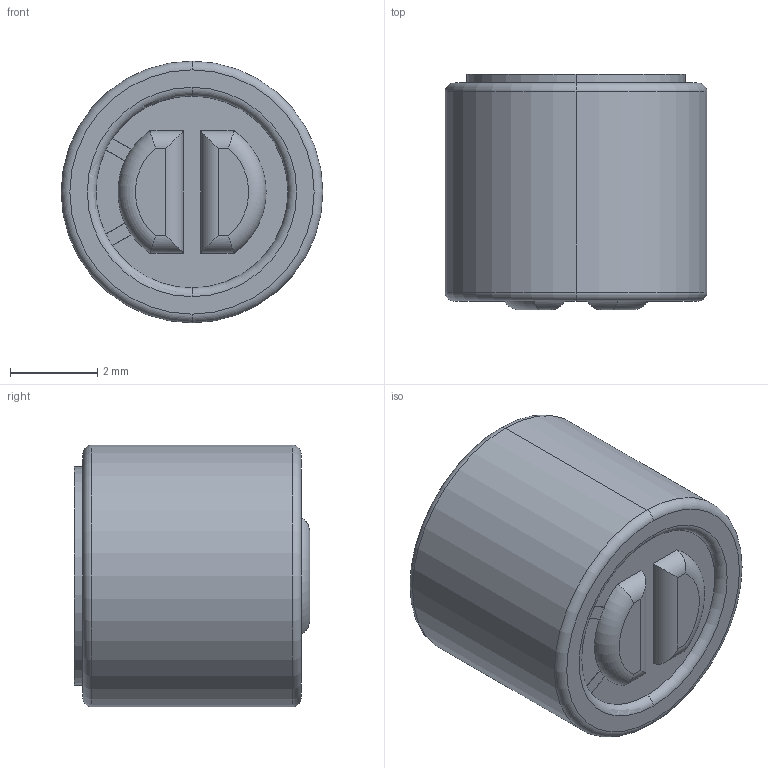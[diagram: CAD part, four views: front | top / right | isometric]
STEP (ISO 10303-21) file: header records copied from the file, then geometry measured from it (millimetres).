
FILE_DESCRIPTION(('STEP AP242'),'1');
FILE_NAME('cmc-5044tf-a.stp','2018-10-29T09:45:31',('TraceParts'),('TraceParts S.A.'),'Spatial InterOp 3D',' ',' ');
FILE_SCHEMA(('AP242_MANAGED_MODEL_BASED_3D_ENGINEERING_MIM_LF {1 0 10303 442 1 1 4}'));
Length unit declared in the file: millimetre
Products named in the file (1): cmc-5044tf-a
Bounding box: 6 x 5.4 x 6 mm (x, y, z)
Volume: 144.2 mm3; surface area: 155.6 mm2
Topology: 1 solids, 1 shells, 31 faces, 74 edges, 48 vertices
Faces by surface type: plane 13, cylinder 10, torus 8
Entity records: 1203 total; most frequent: CARTESIAN_POINT 210, DIRECTION 156, ORIENTED_EDGE 148, EDGE_CURVE 74, AXIS2_PLACEMENT_3D 66, VERTEX_POINT 48, EDGE_LOOP 34, CIRCLE 34
